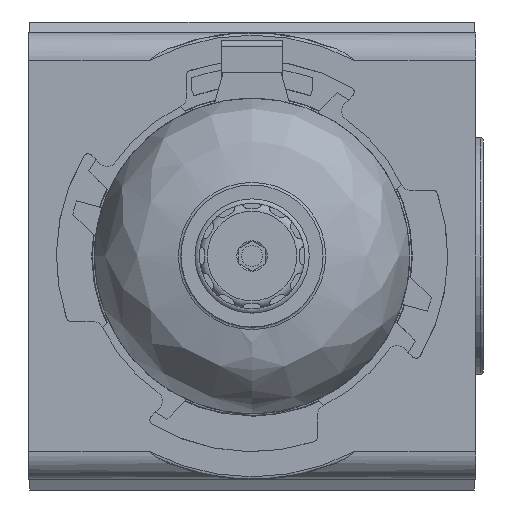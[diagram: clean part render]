
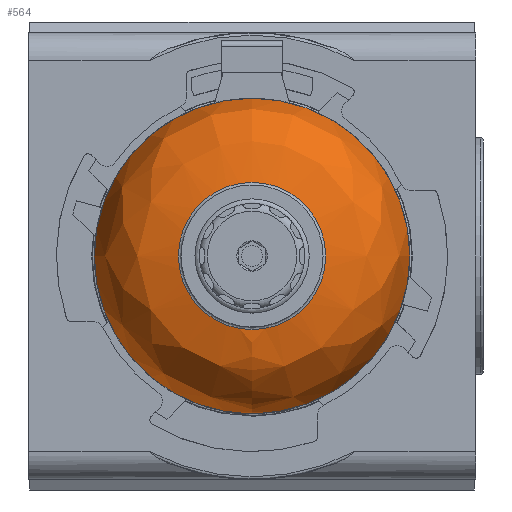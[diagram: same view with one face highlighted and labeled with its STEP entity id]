
A CAD part, front view. The second image highlights one B-rep face of the part: STEP entity #564.
In plain terms, the highlighted free-form (B-spline) face has degree [3, 3] with [4, 7] control points.
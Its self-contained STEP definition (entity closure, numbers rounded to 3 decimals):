
#564 = ADVANCED_FACE( '', ( #1535, #1536 ), #1537, .T. );
#1535 = FACE_OUTER_BOUND( '', #2807, .T. );
#1536 = FACE_OUTER_BOUND( '', #2808, .T. );
#1537 = ( BOUNDED_SURFACE(  )B_SPLINE_SURFACE( 3, 3, ( ( #2811, #2812, #2813, #2814, #2815, #2816, #2817 ), ( #2818, #2819, #2820, #2821, #2822, #2823, #2824 ), ( #2825, #2826, #2827, #2828, #2829, #2830, #2831 ), ( #2832, #2833, #2834, #2835, #2836, #2837, #2838 ) ), .UNSPECIFIED., .F., .T., .F. )B_SPLINE_SURFACE_WITH_KNOTS( ( 4, 4 ), ( 4, 3, 4 ), ( 0., 6.283 ), ( 0., 0.785, 1.571 ), .UNSPECIFIED. )GEOMETRIC_REPRESENTATION_ITEM(  )RATIONAL_B_SPLINE_SURFACE( ( ( 1., 0.333, 0.333, 1., 0.333, 0.333, 1. ), ( 0.805, 0.268, 0.268, 0.805, 0.268, 0.268, 0.805 ), ( 0.805, 0.268, 0.268, 0.805, 0.268, 0.268, 0.805 ), ( 1., 0.333, 0.333, 1., 0.333, 0.333, 1. ) ) )REPRESENTATION_ITEM( '' )SURFACE(  ) );
#2807 = EDGE_LOOP( '', ( #5916 ) );
#2808 = EDGE_LOOP( '', ( #5917 ) );
#2811 = CARTESIAN_POINT( '', ( 0., 1.5, -14. ) );
#2812 = CARTESIAN_POINT( '', ( 28., 1.5, -14. ) );
#2813 = CARTESIAN_POINT( '', ( 28., 1.5, 14. ) );
#2814 = CARTESIAN_POINT( '', ( 0., 1.5, 14. ) );
#2815 = CARTESIAN_POINT( '', ( -28., 1.5, 14. ) );
#2816 = CARTESIAN_POINT( '', ( -28., 1.5, -14. ) );
#2817 = CARTESIAN_POINT( '', ( 0., 1.5, -14. ) );
#2818 = CARTESIAN_POINT( '', ( 0., 1.5, -23.373 ) );
#2819 = CARTESIAN_POINT( '', ( 46.745, 1.5, -23.373 ) );
#2820 = CARTESIAN_POINT( '', ( 46.745, 1.5, 23.373 ) );
#2821 = CARTESIAN_POINT( '', ( 0., 1.5, 23.373 ) );
#2822 = CARTESIAN_POINT( '', ( -46.745, 1.5, 23.373 ) );
#2823 = CARTESIAN_POINT( '', ( -46.745, 1.5, -23.373 ) );
#2824 = CARTESIAN_POINT( '', ( 0., 1.5, -23.373 ) );
#2825 = CARTESIAN_POINT( '', ( 0., 8.127, -30. ) );
#2826 = CARTESIAN_POINT( '', ( 60., 8.127, -30. ) );
#2827 = CARTESIAN_POINT( '', ( 60., 8.127, 30. ) );
#2828 = CARTESIAN_POINT( '', ( 0., 8.127, 30. ) );
#2829 = CARTESIAN_POINT( '', ( -60., 8.127, 30. ) );
#2830 = CARTESIAN_POINT( '', ( -60., 8.127, -30. ) );
#2831 = CARTESIAN_POINT( '', ( 0., 8.127, -30. ) );
#2832 = CARTESIAN_POINT( '', ( 0., 17.5, -30. ) );
#2833 = CARTESIAN_POINT( '', ( 60., 17.5, -30. ) );
#2834 = CARTESIAN_POINT( '', ( 60., 17.5, 30. ) );
#2835 = CARTESIAN_POINT( '', ( 0., 17.5, 30. ) );
#2836 = CARTESIAN_POINT( '', ( -60., 17.5, 30. ) );
#2837 = CARTESIAN_POINT( '', ( -60., 17.5, -30. ) );
#2838 = CARTESIAN_POINT( '', ( 0., 17.5, -30. ) );
#5916 = ORIENTED_EDGE( '', *, *, #8881, .T. );
#5917 = ORIENTED_EDGE( '', *, *, #8880, .F. );
#8880 = EDGE_CURVE( '', #10893, #10893, #10894, .T. );
#8881 = EDGE_CURVE( '', #10895, #10895, #10896, .T. );
#10893 = VERTEX_POINT( '', #13966 );
#10894 = CIRCLE( '', #13967, 14. );
#10895 = VERTEX_POINT( '', #13968 );
#10896 = CIRCLE( '', #13969, 30. );
#13966 = CARTESIAN_POINT( '', ( 0., 1.5, -14. ) );
#13967 = AXIS2_PLACEMENT_3D( '', #17343, #17344, #17345 );
#13968 = CARTESIAN_POINT( '', ( 0., 17.5, -30. ) );
#13969 = AXIS2_PLACEMENT_3D( '', #17346, #17347, #17348 );
#17343 = CARTESIAN_POINT( '', ( 0., 1.5, 0. ) );
#17344 = DIRECTION( '', ( 0., -1., 0. ) );
#17345 = DIRECTION( '', ( 0., 0., -1. ) );
#17346 = CARTESIAN_POINT( '', ( 0., 17.5, 0. ) );
#17347 = DIRECTION( '', ( 0., -1., 0. ) );
#17348 = DIRECTION( '', ( 0., 0., -1. ) );
